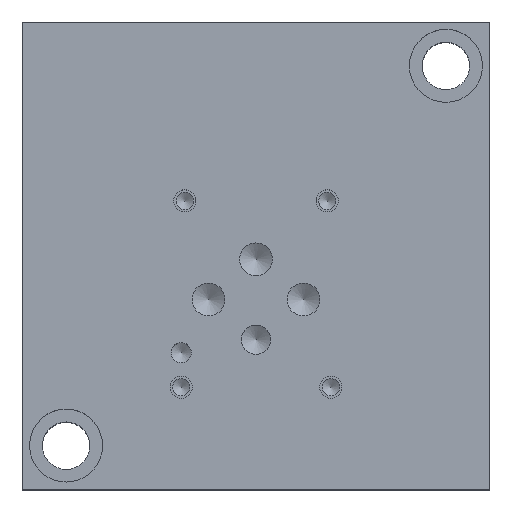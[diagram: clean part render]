
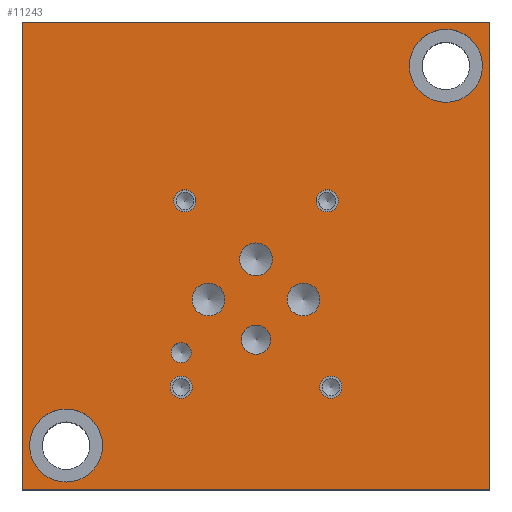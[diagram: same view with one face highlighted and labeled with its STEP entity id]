
A CAD part, top view. The second image highlights one B-rep face of the part: STEP entity #11243.
In plain terms, the highlighted planar face has unit normal (0, 0, 1).
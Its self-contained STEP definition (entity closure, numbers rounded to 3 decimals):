
#257=CIRCLE('',#11794,7.938);
#258=CIRCLE('',#11795,7.938);
#262=CIRCLE('',#11802,7.938);
#263=CIRCLE('',#11803,7.938);
#266=CIRCLE('',#11809,3.175);
#267=CIRCLE('',#11810,3.175);
#270=CIRCLE('',#11815,3.569);
#271=CIRCLE('',#11816,3.569);
#274=CIRCLE('',#11821,3.569);
#275=CIRCLE('',#11822,3.569);
#278=CIRCLE('',#11827,3.569);
#279=CIRCLE('',#11828,3.569);
#282=CIRCLE('',#11833,2.184);
#283=CIRCLE('',#11834,2.184);
#289=CIRCLE('',#11843,2.413);
#290=CIRCLE('',#11844,2.413);
#296=CIRCLE('',#11854,2.413);
#297=CIRCLE('',#11855,2.413);
#303=CIRCLE('',#11865,2.413);
#304=CIRCLE('',#11866,2.413);
#310=CIRCLE('',#11876,2.413);
#311=CIRCLE('',#11877,2.413);
#379=FACE_BOUND('',#2064,.T.);
#380=FACE_BOUND('',#2065,.T.);
#381=FACE_BOUND('',#2066,.T.);
#382=FACE_BOUND('',#2067,.T.);
#383=FACE_BOUND('',#2068,.T.);
#384=FACE_BOUND('',#2069,.T.);
#385=FACE_BOUND('',#2070,.T.);
#386=FACE_BOUND('',#2071,.T.);
#387=FACE_BOUND('',#2072,.T.);
#388=FACE_BOUND('',#2073,.T.);
#389=FACE_BOUND('',#2074,.T.);
#1424=FACE_OUTER_BOUND('',#2063,.T.);
#2063=EDGE_LOOP('',(#9871,#9872,#9873,#9874));
#2064=EDGE_LOOP('',(#9875,#9876));
#2065=EDGE_LOOP('',(#9877,#9878));
#2066=EDGE_LOOP('',(#9879,#9880));
#2067=EDGE_LOOP('',(#9881,#9882));
#2068=EDGE_LOOP('',(#9883,#9884));
#2069=EDGE_LOOP('',(#9885,#9886));
#2070=EDGE_LOOP('',(#9887,#9888));
#2071=EDGE_LOOP('',(#9889,#9890));
#2072=EDGE_LOOP('',(#9891,#9892));
#2073=EDGE_LOOP('',(#9893,#9894));
#2074=EDGE_LOOP('',(#9895,#9896));
#2509=LINE('',#17149,#3552);
#2933=LINE('',#18393,#3976);
#3001=LINE('',#18672,#4044);
#3067=LINE('',#19053,#4110);
#3552=VECTOR('',#12567,10.);
#3976=VECTOR('',#13297,10.);
#4044=VECTOR('',#13417,10.);
#4110=VECTOR('',#13773,10.);
#4620=VERTEX_POINT('',#17146);
#4621=VERTEX_POINT('',#17148);
#4936=VERTEX_POINT('',#18392);
#4993=VERTEX_POINT('',#18670);
#5160=VERTEX_POINT('',#19222);
#5161=VERTEX_POINT('',#19223);
#5165=VERTEX_POINT('',#19237);
#5166=VERTEX_POINT('',#19238);
#5170=VERTEX_POINT('',#19252);
#5171=VERTEX_POINT('',#19253);
#5175=VERTEX_POINT('',#19265);
#5176=VERTEX_POINT('',#19266);
#5180=VERTEX_POINT('',#19278);
#5181=VERTEX_POINT('',#19279);
#5185=VERTEX_POINT('',#19291);
#5186=VERTEX_POINT('',#19292);
#5190=VERTEX_POINT('',#19304);
#5191=VERTEX_POINT('',#19305);
#5198=VERTEX_POINT('',#19324);
#5199=VERTEX_POINT('',#19325);
#5206=VERTEX_POINT('',#19346);
#5207=VERTEX_POINT('',#19347);
#5214=VERTEX_POINT('',#19368);
#5215=VERTEX_POINT('',#19369);
#5222=VERTEX_POINT('',#19390);
#5223=VERTEX_POINT('',#19391);
#5907=EDGE_CURVE('',#4621,#4620,#2509,.T.);
#6378=EDGE_CURVE('',#4936,#4621,#2933,.T.);
#6464=EDGE_CURVE('',#4620,#4993,#3001,.T.);
#6623=EDGE_CURVE('',#4993,#4936,#3067,.T.);
#6703=EDGE_CURVE('',#5160,#5161,#257,.T.);
#6704=EDGE_CURVE('',#5161,#5160,#258,.T.);
#6710=EDGE_CURVE('',#5165,#5166,#262,.T.);
#6711=EDGE_CURVE('',#5166,#5165,#263,.T.);
#6717=EDGE_CURVE('',#5170,#5171,#266,.T.);
#6718=EDGE_CURVE('',#5171,#5170,#267,.T.);
#6723=EDGE_CURVE('',#5175,#5176,#270,.T.);
#6724=EDGE_CURVE('',#5176,#5175,#271,.T.);
#6729=EDGE_CURVE('',#5180,#5181,#274,.T.);
#6730=EDGE_CURVE('',#5181,#5180,#275,.T.);
#6735=EDGE_CURVE('',#5185,#5186,#278,.T.);
#6736=EDGE_CURVE('',#5186,#5185,#279,.T.);
#6741=EDGE_CURVE('',#5190,#5191,#282,.T.);
#6742=EDGE_CURVE('',#5191,#5190,#283,.T.);
#6750=EDGE_CURVE('',#5198,#5199,#289,.T.);
#6751=EDGE_CURVE('',#5199,#5198,#290,.T.);
#6760=EDGE_CURVE('',#5206,#5207,#296,.T.);
#6761=EDGE_CURVE('',#5207,#5206,#297,.T.);
#6770=EDGE_CURVE('',#5214,#5215,#303,.T.);
#6771=EDGE_CURVE('',#5215,#5214,#304,.T.);
#6780=EDGE_CURVE('',#5222,#5223,#310,.T.);
#6781=EDGE_CURVE('',#5223,#5222,#311,.T.);
#9871=ORIENTED_EDGE('',*,*,#6623,.T.);
#9872=ORIENTED_EDGE('',*,*,#6378,.T.);
#9873=ORIENTED_EDGE('',*,*,#5907,.T.);
#9874=ORIENTED_EDGE('',*,*,#6464,.T.);
#9875=ORIENTED_EDGE('',*,*,#6703,.T.);
#9876=ORIENTED_EDGE('',*,*,#6704,.T.);
#9877=ORIENTED_EDGE('',*,*,#6710,.T.);
#9878=ORIENTED_EDGE('',*,*,#6711,.T.);
#9879=ORIENTED_EDGE('',*,*,#6717,.T.);
#9880=ORIENTED_EDGE('',*,*,#6718,.T.);
#9881=ORIENTED_EDGE('',*,*,#6723,.T.);
#9882=ORIENTED_EDGE('',*,*,#6724,.T.);
#9883=ORIENTED_EDGE('',*,*,#6729,.T.);
#9884=ORIENTED_EDGE('',*,*,#6730,.T.);
#9885=ORIENTED_EDGE('',*,*,#6735,.T.);
#9886=ORIENTED_EDGE('',*,*,#6736,.T.);
#9887=ORIENTED_EDGE('',*,*,#6741,.T.);
#9888=ORIENTED_EDGE('',*,*,#6742,.T.);
#9889=ORIENTED_EDGE('',*,*,#6750,.T.);
#9890=ORIENTED_EDGE('',*,*,#6751,.T.);
#9891=ORIENTED_EDGE('',*,*,#6760,.T.);
#9892=ORIENTED_EDGE('',*,*,#6761,.T.);
#9893=ORIENTED_EDGE('',*,*,#6770,.T.);
#9894=ORIENTED_EDGE('',*,*,#6771,.T.);
#9895=ORIENTED_EDGE('',*,*,#6780,.T.);
#9896=ORIENTED_EDGE('',*,*,#6781,.T.);
#10229=PLANE('',#11882);
#11243=ADVANCED_FACE('',(#1424,#379,#380,#381,#382,#383,#384,#385,#386,
#387,#388,#389),#10229,.T.);
#11794=AXIS2_PLACEMENT_3D('',#19224,#13973,#13974);
#11795=AXIS2_PLACEMENT_3D('',#19225,#13975,#13976);
#11802=AXIS2_PLACEMENT_3D('',#19239,#13991,#13992);
#11803=AXIS2_PLACEMENT_3D('',#19240,#13993,#13994);
#11809=AXIS2_PLACEMENT_3D('',#19254,#14008,#14009);
#11810=AXIS2_PLACEMENT_3D('',#19255,#14010,#14011);
#11815=AXIS2_PLACEMENT_3D('',#19267,#14022,#14023);
#11816=AXIS2_PLACEMENT_3D('',#19268,#14024,#14025);
#11821=AXIS2_PLACEMENT_3D('',#19280,#14036,#14037);
#11822=AXIS2_PLACEMENT_3D('',#19281,#14038,#14039);
#11827=AXIS2_PLACEMENT_3D('',#19293,#14050,#14051);
#11828=AXIS2_PLACEMENT_3D('',#19294,#14052,#14053);
#11833=AXIS2_PLACEMENT_3D('',#19306,#14064,#14065);
#11834=AXIS2_PLACEMENT_3D('',#19307,#14066,#14067);
#11843=AXIS2_PLACEMENT_3D('',#19326,#14086,#14087);
#11844=AXIS2_PLACEMENT_3D('',#19327,#14088,#14089);
#11854=AXIS2_PLACEMENT_3D('',#19348,#14111,#14112);
#11855=AXIS2_PLACEMENT_3D('',#19349,#14113,#14114);
#11865=AXIS2_PLACEMENT_3D('',#19370,#14136,#14137);
#11866=AXIS2_PLACEMENT_3D('',#19371,#14138,#14139);
#11876=AXIS2_PLACEMENT_3D('',#19392,#14161,#14162);
#11877=AXIS2_PLACEMENT_3D('',#19393,#14163,#14164);
#11882=AXIS2_PLACEMENT_3D('',#19400,#14175,#14176);
#12567=DIRECTION('',(-1.,0.,0.));
#13297=DIRECTION('',(0.,1.,0.));
#13417=DIRECTION('',(0.,-1.,0.));
#13773=DIRECTION('',(1.,0.,0.));
#13973=DIRECTION('center_axis',(0.,0.,-1.));
#13974=DIRECTION('ref_axis',(1.,0.,0.));
#13975=DIRECTION('center_axis',(0.,0.,-1.));
#13976=DIRECTION('ref_axis',(1.,0.,0.));
#13991=DIRECTION('center_axis',(0.,0.,-1.));
#13992=DIRECTION('ref_axis',(1.,0.,0.));
#13993=DIRECTION('center_axis',(0.,0.,-1.));
#13994=DIRECTION('ref_axis',(1.,0.,0.));
#14008=DIRECTION('center_axis',(0.,0.,-1.));
#14009=DIRECTION('ref_axis',(1.,0.,0.));
#14010=DIRECTION('center_axis',(0.,0.,-1.));
#14011=DIRECTION('ref_axis',(1.,0.,0.));
#14022=DIRECTION('center_axis',(0.,0.,-1.));
#14023=DIRECTION('ref_axis',(1.,0.,0.));
#14024=DIRECTION('center_axis',(0.,0.,-1.));
#14025=DIRECTION('ref_axis',(1.,0.,0.));
#14036=DIRECTION('center_axis',(0.,0.,-1.));
#14037=DIRECTION('ref_axis',(1.,0.,0.));
#14038=DIRECTION('center_axis',(0.,0.,-1.));
#14039=DIRECTION('ref_axis',(1.,0.,0.));
#14050=DIRECTION('center_axis',(0.,0.,-1.));
#14051=DIRECTION('ref_axis',(1.,0.,0.));
#14052=DIRECTION('center_axis',(0.,0.,-1.));
#14053=DIRECTION('ref_axis',(1.,0.,0.));
#14064=DIRECTION('center_axis',(0.,0.,-1.));
#14065=DIRECTION('ref_axis',(1.,0.,0.));
#14066=DIRECTION('center_axis',(0.,0.,-1.));
#14067=DIRECTION('ref_axis',(1.,0.,0.));
#14086=DIRECTION('center_axis',(0.,0.,-1.));
#14087=DIRECTION('ref_axis',(1.,0.,0.));
#14088=DIRECTION('center_axis',(0.,0.,-1.));
#14089=DIRECTION('ref_axis',(1.,0.,0.));
#14111=DIRECTION('center_axis',(0.,0.,-1.));
#14112=DIRECTION('ref_axis',(1.,0.,0.));
#14113=DIRECTION('center_axis',(0.,0.,-1.));
#14114=DIRECTION('ref_axis',(1.,0.,0.));
#14136=DIRECTION('center_axis',(0.,0.,-1.));
#14137=DIRECTION('ref_axis',(1.,0.,0.));
#14138=DIRECTION('center_axis',(0.,0.,-1.));
#14139=DIRECTION('ref_axis',(1.,0.,0.));
#14161=DIRECTION('center_axis',(0.,0.,-1.));
#14162=DIRECTION('ref_axis',(1.,0.,0.));
#14163=DIRECTION('center_axis',(0.,0.,-1.));
#14164=DIRECTION('ref_axis',(1.,0.,0.));
#14175=DIRECTION('center_axis',(0.,0.,1.));
#14176=DIRECTION('ref_axis',(1.,0.,0.));
#17146=CARTESIAN_POINT('',(0.,101.6,76.2));
#17148=CARTESIAN_POINT('',(101.6,101.6,76.2));
#17149=CARTESIAN_POINT('',(101.6,101.6,76.2));
#18392=CARTESIAN_POINT('',(101.6,0.,76.2));
#18393=CARTESIAN_POINT('',(101.6,0.,76.2));
#18670=CARTESIAN_POINT('',(0.,0.,76.2));
#18672=CARTESIAN_POINT('',(0.,101.6,76.2));
#19053=CARTESIAN_POINT('',(0.,0.,76.2));
#19222=CARTESIAN_POINT('',(17.463,9.525,76.2));
#19223=CARTESIAN_POINT('',(1.588,9.525,76.2));
#19224=CARTESIAN_POINT('Origin',(9.525,9.525,76.2));
#19225=CARTESIAN_POINT('Origin',(9.525,9.525,76.2));
#19237=CARTESIAN_POINT('',(100.013,92.075,76.2));
#19238=CARTESIAN_POINT('',(84.138,92.075,76.2));
#19239=CARTESIAN_POINT('Origin',(92.075,92.075,76.2));
#19240=CARTESIAN_POINT('Origin',(92.075,92.075,76.2));
#19252=CARTESIAN_POINT('',(53.975,32.537,76.2));
#19253=CARTESIAN_POINT('',(47.625,32.537,76.2));
#19254=CARTESIAN_POINT('Origin',(50.8,32.537,76.2));
#19255=CARTESIAN_POINT('Origin',(50.8,32.537,76.2));
#19265=CARTESIAN_POINT('',(64.707,41.275,76.2));
#19266=CARTESIAN_POINT('',(57.569,41.275,76.2));
#19267=CARTESIAN_POINT('Origin',(61.138,41.275,76.2));
#19268=CARTESIAN_POINT('Origin',(61.138,41.275,76.2));
#19278=CARTESIAN_POINT('',(44.056,41.275,76.2));
#19279=CARTESIAN_POINT('',(36.919,41.275,76.2));
#19280=CARTESIAN_POINT('Origin',(40.488,41.275,76.2));
#19281=CARTESIAN_POINT('Origin',(40.488,41.275,76.2));
#19291=CARTESIAN_POINT('',(54.369,50.013,76.2));
#19292=CARTESIAN_POINT('',(47.231,50.013,76.2));
#19293=CARTESIAN_POINT('Origin',(50.8,50.013,76.2));
#19294=CARTESIAN_POINT('Origin',(50.8,50.013,76.2));
#19304=CARTESIAN_POINT('',(36.728,29.718,76.2));
#19305=CARTESIAN_POINT('',(32.36,29.718,76.2));
#19306=CARTESIAN_POINT('Origin',(34.544,29.718,76.2));
#19307=CARTESIAN_POINT('Origin',(34.544,29.718,76.2));
#19324=CARTESIAN_POINT('',(69.494,22.225,76.2));
#19325=CARTESIAN_POINT('',(64.668,22.225,76.2));
#19326=CARTESIAN_POINT('Origin',(67.081,22.225,76.2));
#19327=CARTESIAN_POINT('Origin',(67.081,22.225,76.2));
#19346=CARTESIAN_POINT('',(37.744,62.713,76.2));
#19347=CARTESIAN_POINT('',(32.918,62.713,76.2));
#19348=CARTESIAN_POINT('Origin',(35.331,62.713,76.2));
#19349=CARTESIAN_POINT('Origin',(35.331,62.713,76.2));
#19368=CARTESIAN_POINT('',(68.707,62.713,76.2));
#19369=CARTESIAN_POINT('',(63.881,62.713,76.2));
#19370=CARTESIAN_POINT('Origin',(66.294,62.713,76.2));
#19371=CARTESIAN_POINT('Origin',(66.294,62.713,76.2));
#19390=CARTESIAN_POINT('',(36.957,22.225,76.2));
#19391=CARTESIAN_POINT('',(32.131,22.225,76.2));
#19392=CARTESIAN_POINT('Origin',(34.544,22.225,76.2));
#19393=CARTESIAN_POINT('Origin',(34.544,22.225,76.2));
#19400=CARTESIAN_POINT('Origin',(50.8,50.8,76.2));
